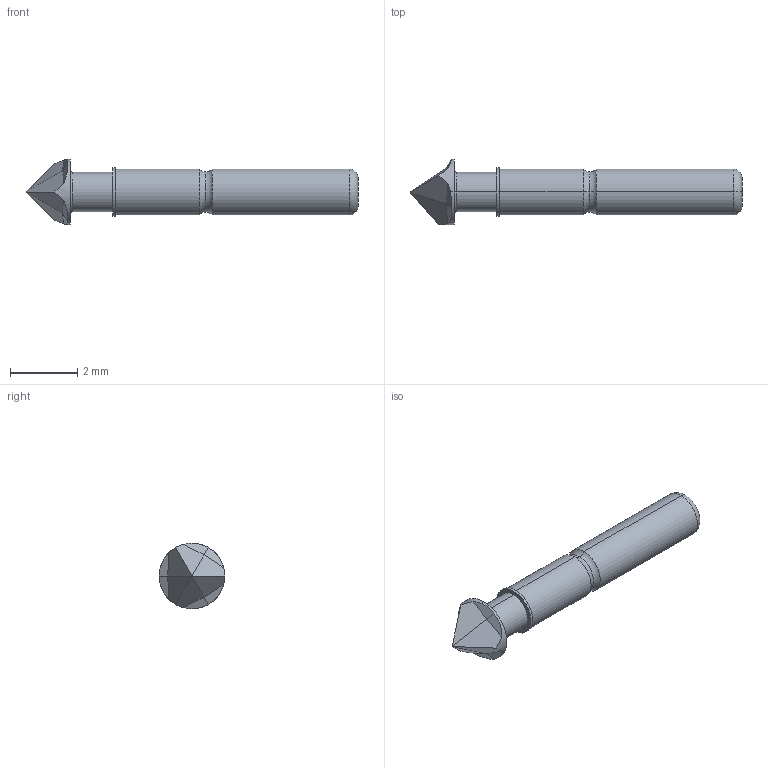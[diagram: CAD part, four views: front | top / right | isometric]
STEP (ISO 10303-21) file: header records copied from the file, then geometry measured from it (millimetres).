
FILE_DESCRIPTION (( 'STEP AP214' ), '1' );
FILE_NAME ('100-PL_0563_.STEP', '2016-04-29T18:45:01', ( 'spare' ), ( '' ), 'SwSTEP 2.0', 'SolidWorks 2016', '' );
FILE_SCHEMA (( 'AUTOMOTIVE_DESIGN' ));
Length unit declared in the file: inch
Products named in the file (1): 100-PL_0563_
Bounding box: 9.91 x 1.96 x 1.96 mm (x, y, z)
Volume: 13.5 mm3; surface area: 45.7 mm2
Topology: 1 solids, 1 shells, 37 faces, 87 edges, 55 vertices
Faces by surface type: plane 17, torus 10, cylinder 10
Entity records: 1592 total; most frequent: CARTESIAN_POINT 240, DIRECTION 179, ORIENTED_EDGE 174, EDGE_CURVE 87, AXIS2_PLACEMENT_3D 74, VERTEX_POINT 55, LENGTH_MEASURE_WITH_UNIT 40, EDGE_LOOP 40
